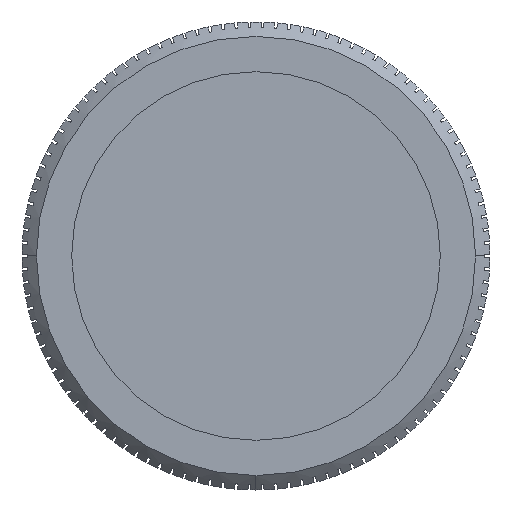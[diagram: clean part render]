
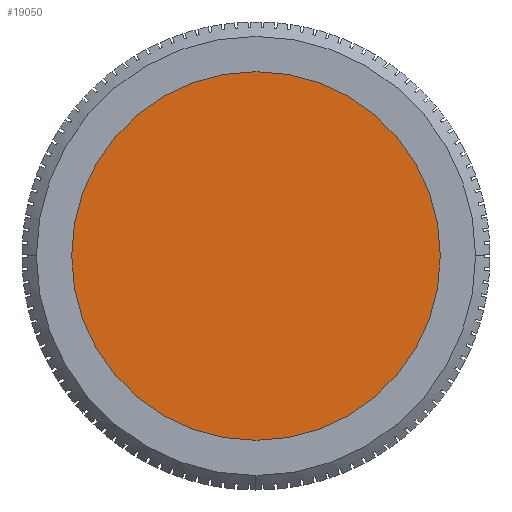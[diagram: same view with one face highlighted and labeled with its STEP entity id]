
A CAD part, left-side view. The second image highlights one B-rep face of the part: STEP entity #19050.
In plain terms, the highlighted planar face has unit normal (-1, 0, 0).
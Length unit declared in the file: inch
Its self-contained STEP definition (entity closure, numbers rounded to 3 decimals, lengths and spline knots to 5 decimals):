
#380 = DIRECTION ( 'NONE',  ( 0., 0., 1. ) ) ;
#705 = DIRECTION ( 'NONE',  ( 1., 0., 0. ) ) ;
#1529 = EDGE_LOOP ( 'NONE', ( #3724, #17927 ) ) ;
#1957 = DIRECTION ( 'NONE',  ( -1., 0., 0. ) ) ;
#2456 = AXIS2_PLACEMENT_3D ( 'NONE', #13785, #705, #8943 ) ;
#3724 = ORIENTED_EDGE ( 'NONE', *, *, #9499, .T. ) ;
#4738 = EDGE_CURVE ( 'NONE', #10667, #16473, #9775, .T. ) ;
#5190 = CARTESIAN_POINT ( 'NONE',  ( 0.13697, 0., 0. ) ) ;
#5267 = AXIS2_PLACEMENT_3D ( 'NONE', #12201, #15745, #12508 ) ;
#7307 = CARTESIAN_POINT ( 'NONE',  ( 0.13697, -0.34193, 0. ) ) ;
#8943 = DIRECTION ( 'NONE',  ( 0., 1., 0. ) ) ;
#9263 = CIRCLE ( 'NONE', #5267, 0.34193 ) ;
#9499 = EDGE_CURVE ( 'NONE', #10667, #16473, #9263, .T. ) ;
#9775 = CIRCLE ( 'NONE', #2456, 0.34193 ) ;
#10667 = VERTEX_POINT ( 'NONE', #11206 ) ;
#11206 = CARTESIAN_POINT ( 'NONE',  ( 0.13697, 0.34193, 0. ) ) ;
#11484 = AXIS2_PLACEMENT_3D ( 'NONE', #5190, #1957, #380 ) ;
#11690 = FACE_OUTER_BOUND ( 'NONE', #1529, .T. ) ;
#12201 = CARTESIAN_POINT ( 'NONE',  ( 0.13697, 0., 0. ) ) ;
#12508 = DIRECTION ( 'NONE',  ( 0., 1., 0. ) ) ;
#13785 = CARTESIAN_POINT ( 'NONE',  ( 0.13697, 0., 0. ) ) ;
#15745 = DIRECTION ( 'NONE',  ( -1., 0., 0. ) ) ;
#16473 = VERTEX_POINT ( 'NONE', #7307 ) ;
#17927 = ORIENTED_EDGE ( 'NONE', *, *, #4738, .F. ) ;
#19050 = ADVANCED_FACE ( 'NONE', ( #11690 ), #19664, .T. ) ;
#19664 = PLANE ( 'NONE',  #11484 ) ;
